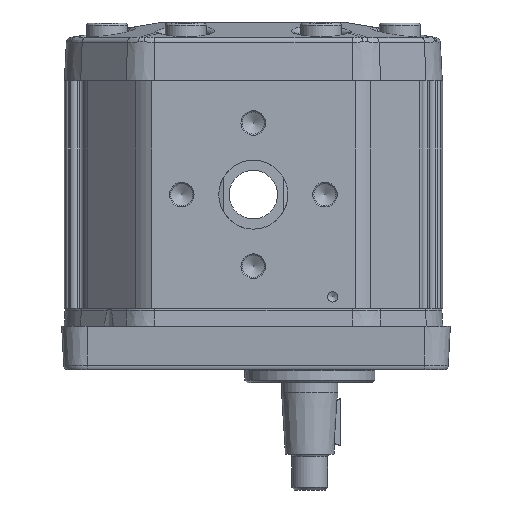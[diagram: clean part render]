
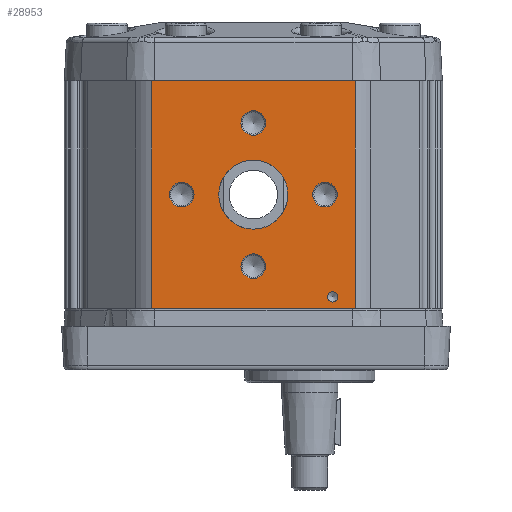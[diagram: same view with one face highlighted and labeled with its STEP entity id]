
A CAD part, left-side view. The second image highlights one B-rep face of the part: STEP entity #28953.
In plain terms, the highlighted planar face has unit normal (-1, 0, 0).
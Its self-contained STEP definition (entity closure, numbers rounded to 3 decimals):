
#23203=CARTESIAN_POINT('',(-60.0,-39.778,-48.));
#23204=VERTEX_POINT('',#23203);
#23212=CARTESIAN_POINT('',(-60.0,39.778,-48.));
#23213=VERTEX_POINT('',#23212);
#23214=CARTESIAN_POINT('',(-60.0,-39.778,-48.));
#23215=DIRECTION('',(0.0,1.0,0.0));
#23216=VECTOR('',#23215,79.556);
#23217=LINE('',#23214,#23216);
#23218=EDGE_CURVE('',#23204,#23213,#23217,.T.);
#24199=CARTESIAN_POINT('',(-60.0,39.778,41.0));
#24200=VERTEX_POINT('',#24199);
#24208=CARTESIAN_POINT('',(-60.0,-39.778,41.0));
#24209=VERTEX_POINT('',#24208);
#24210=CARTESIAN_POINT('',(-60.0,39.778,41.0));
#24211=DIRECTION('',(0.0,-1.0,0.0));
#24212=VECTOR('',#24211,79.556);
#24213=LINE('',#24210,#24212);
#24214=EDGE_CURVE('',#24200,#24209,#24213,.T.);
#24810=CARTESIAN_POINT('',(-60.0,-31.0,-41.5));
#24811=VERTEX_POINT('',#24810);
#24812=CARTESIAN_POINT('',(-60.0,-31.0,-43.5));
#24813=DIRECTION('',(1.0,0.0,0.0));
#24814=DIRECTION('',(0.0,0.0,1.0));
#24815=AXIS2_PLACEMENT_3D('',#24812,#24813,#24814);
#24816=CIRCLE('',#24815,2.0);
#24817=EDGE_CURVE('',#24811,#24811,#24816,.T.);
#28870=CARTESIAN_POINT('',(-60.0,-4.824,24.5));
#28871=VERTEX_POINT('',#28870);
#28872=CARTESIAN_POINT('',(-60.0,0.,24.5));
#28873=DIRECTION('',(-1.0,0.0,0.0));
#28874=DIRECTION('',(0.0,1.0,0.0));
#28875=AXIS2_PLACEMENT_3D('',#28872,#28873,#28874);
#28876=CIRCLE('',#28875,4.824);
#28877=EDGE_CURVE('',#28871,#28871,#28876,.T.);
#28882=CARTESIAN_POINT('',(-60.0,-74.001,41.001));
#28883=DIRECTION('',(1.0,0.0,0.0));
#28884=DIRECTION('',(0.0,0.0,-1.0));
#28885=AXIS2_PLACEMENT_3D('',#28882,#28883,#28884);
#28886=PLANE('',#28885);
#28887=ORIENTED_EDGE('',*,*,#24214,.F.);
#28888=CARTESIAN_POINT('',(-60.0,39.778,-48.));
#28889=DIRECTION('',(0.0,0.0,1.0));
#28890=VECTOR('',#28889,89.);
#28891=LINE('',#28888,#28890);
#28892=EDGE_CURVE('',#23213,#24200,#28891,.T.);
#28893=ORIENTED_EDGE('',*,*,#28892,.F.);
#28894=ORIENTED_EDGE('',*,*,#23218,.F.);
#28895=CARTESIAN_POINT('',(-60.0,-39.778,41.));
#28896=DIRECTION('',(0.0,0.0,-1.0));
#28897=VECTOR('',#28896,89.);
#28898=LINE('',#28895,#28897);
#28899=EDGE_CURVE('',#24209,#23204,#28898,.T.);
#28900=ORIENTED_EDGE('',*,*,#28899,.F.);
#28901=EDGE_LOOP('',(#28887,#28893,#28894,#28900));
#28902=FACE_OUTER_BOUND('',#28901,.T.);
#28903=ORIENTED_EDGE('',*,*,#24817,.T.);
#28904=EDGE_LOOP('',(#28903));
#28905=FACE_BOUND('',#28904,.T.);
#28906=CARTESIAN_POINT('',(-60.0,-28.0,-8.323));
#28907=VERTEX_POINT('',#28906);
#28908=CARTESIAN_POINT('',(-60.0,-28.0,-3.5));
#28909=DIRECTION('',(-1.0,0.0,0.0));
#28910=DIRECTION('',(0.0,0.0,1.0));
#28911=AXIS2_PLACEMENT_3D('',#28908,#28909,#28910);
#28912=CIRCLE('',#28911,4.824);
#28913=EDGE_CURVE('',#28907,#28907,#28912,.T.);
#28914=ORIENTED_EDGE('',*,*,#28913,.F.);
#28915=EDGE_LOOP('',(#28914));
#28916=FACE_BOUND('',#28915,.T.);
#28917=CARTESIAN_POINT('',(-60.0,28.0,1.324));
#28918=VERTEX_POINT('',#28917);
#28919=CARTESIAN_POINT('',(-60.0,28.0,-3.5));
#28920=DIRECTION('',(-1.0,0.0,0.0));
#28921=DIRECTION('',(0.0,0.0,-1.0));
#28922=AXIS2_PLACEMENT_3D('',#28919,#28920,#28921);
#28923=CIRCLE('',#28922,4.824);
#28924=EDGE_CURVE('',#28918,#28918,#28923,.T.);
#28925=ORIENTED_EDGE('',*,*,#28924,.F.);
#28926=EDGE_LOOP('',(#28925));
#28927=FACE_BOUND('',#28926,.T.);
#28928=CARTESIAN_POINT('',(-60.0,0.0,10.));
#28929=VERTEX_POINT('',#28928);
#28930=CARTESIAN_POINT('',(-60.0,0.0,-3.5));
#28931=DIRECTION('',(1.0,0.0,0.0));
#28932=DIRECTION('',(0.0,0.0,1.0));
#28933=AXIS2_PLACEMENT_3D('',#28930,#28931,#28932);
#28934=CIRCLE('',#28933,13.5);
#28935=EDGE_CURVE('',#28929,#28929,#28934,.T.);
#28936=ORIENTED_EDGE('',*,*,#28935,.T.);
#28937=EDGE_LOOP('',(#28936));
#28938=FACE_BOUND('',#28937,.T.);
#28939=CARTESIAN_POINT('',(-60.0,4.824,-31.5));
#28940=VERTEX_POINT('',#28939);
#28941=CARTESIAN_POINT('',(-60.0,0.,-31.5));
#28942=DIRECTION('',(-1.0,0.0,0.0));
#28943=DIRECTION('',(0.0,-1.0,0.0));
#28944=AXIS2_PLACEMENT_3D('',#28941,#28942,#28943);
#28945=CIRCLE('',#28944,4.824);
#28946=EDGE_CURVE('',#28940,#28940,#28945,.T.);
#28947=ORIENTED_EDGE('',*,*,#28946,.F.);
#28948=EDGE_LOOP('',(#28947));
#28949=FACE_BOUND('',#28948,.T.);
#28950=ORIENTED_EDGE('',*,*,#28877,.F.);
#28951=EDGE_LOOP('',(#28950));
#28952=FACE_BOUND('',#28951,.T.);
#28953=ADVANCED_FACE('',(#28902,#28905,#28916,#28927,#28938,#28949,#28952),#28886,.F.);
